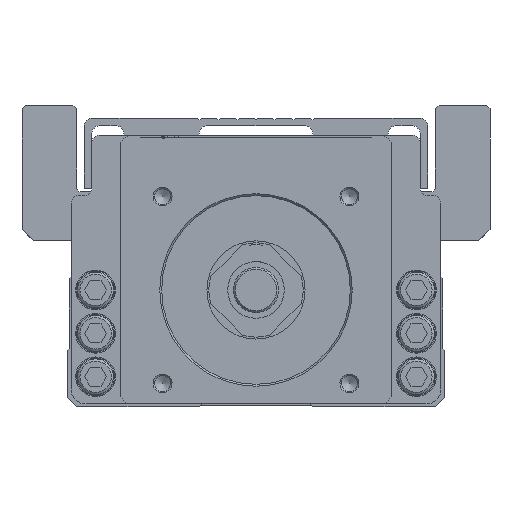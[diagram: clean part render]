
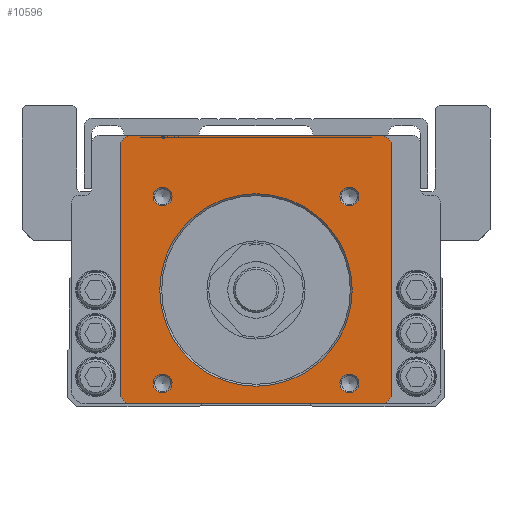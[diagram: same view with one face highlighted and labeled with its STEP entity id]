
A CAD part, front view. The second image highlights one B-rep face of the part: STEP entity #10596.
In plain terms, the highlighted planar face has unit normal (0, -1, 0).
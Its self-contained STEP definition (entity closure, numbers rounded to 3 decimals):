
#747=PLANE('',#34200);
#3980=LINE('',#49304,#7285);
#3981=LINE('',#49305,#7286);
#3982=LINE('',#49309,#7287);
#3983=LINE('',#49313,#7288);
#7285=VECTOR('',#38857,1.);
#7286=VECTOR('',#38858,1.);
#7287=VECTOR('',#38861,1.);
#7288=VECTOR('',#38864,1.);
#10596=ADVANCED_FACE('',(#12565,#12566,#12567,#12568,#12569,#12570),#747,
 .T.);
#12565=FACE_BOUND('',#14146,.T.);
#12566=FACE_BOUND('',#14147,.T.);
#12567=FACE_BOUND('',#14148,.T.);
#12568=FACE_BOUND('',#14149,.T.);
#12569=FACE_BOUND('',#14150,.T.);
#12570=FACE_BOUND('',#14151,.T.);
#14146=EDGE_LOOP('',(#18356));
#14147=EDGE_LOOP('',(#18357));
#14148=EDGE_LOOP('',(#18358));
#14149=EDGE_LOOP('',(#18359));
#14150=EDGE_LOOP('',(#18360));
#14151=EDGE_LOOP('',(#18361,#18362,#18363,#18364,#18365,#18366,#18367,#18368));
#18356=ORIENTED_EDGE('',*,*,#28395,.T.);
#18357=ORIENTED_EDGE('',*,*,#29218,.T.);
#18358=ORIENTED_EDGE('',*,*,#29221,.T.);
#18359=ORIENTED_EDGE('',*,*,#29224,.T.);
#18360=ORIENTED_EDGE('',*,*,#29227,.T.);
#18361=ORIENTED_EDGE('',*,*,#29230,.T.);
#18362=ORIENTED_EDGE('',*,*,#29128,.T.);
#18363=ORIENTED_EDGE('',*,*,#29231,.T.);
#18364=ORIENTED_EDGE('',*,*,#29232,.T.);
#18365=ORIENTED_EDGE('',*,*,#29233,.T.);
#18366=ORIENTED_EDGE('',*,*,#29234,.T.);
#18367=ORIENTED_EDGE('',*,*,#29235,.T.);
#18368=ORIENTED_EDGE('',*,*,#29124,.T.);
#25202=VERTEX_POINT('',#46891);
#25706=VERTEX_POINT('',#49001);
#25707=VERTEX_POINT('',#49003);
#25710=VERTEX_POINT('',#49010);
#25711=VERTEX_POINT('',#49012);
#25783=VERTEX_POINT('',#49264);
#25787=VERTEX_POINT('',#49274);
#25791=VERTEX_POINT('',#49284);
#25795=VERTEX_POINT('',#49294);
#25799=VERTEX_POINT('',#49306);
#25800=VERTEX_POINT('',#49308);
#25801=VERTEX_POINT('',#49310);
#25802=VERTEX_POINT('',#49312);
#28395=EDGE_CURVE('',#25202,#25202,#32537,.T.);
#29124=EDGE_CURVE('',#25707,#25706,#32638,.T.);
#29128=EDGE_CURVE('',#25711,#25710,#32640,.T.);
#29218=EDGE_CURVE('',#25783,#25783,#32668,.T.);
#29221=EDGE_CURVE('',#25787,#25787,#32671,.T.);
#29224=EDGE_CURVE('',#25791,#25791,#32674,.T.);
#29227=EDGE_CURVE('',#25795,#25795,#32677,.T.);
#29230=EDGE_CURVE('',#25706,#25711,#3980,.T.);
#29231=EDGE_CURVE('',#25710,#25799,#3981,.T.);
#29232=EDGE_CURVE('',#25799,#25800,#32680,.T.);
#29233=EDGE_CURVE('',#25800,#25801,#3982,.T.);
#29234=EDGE_CURVE('',#25801,#25802,#32681,.T.);
#29235=EDGE_CURVE('',#25802,#25707,#3983,.T.);
#32537=CIRCLE('',#33716,25.5);
#32638=CIRCLE('',#34113,3.);
#32640=CIRCLE('',#34116,3.);
#32668=CIRCLE('',#34173,2.5);
#32671=CIRCLE('',#34179,2.5);
#32674=CIRCLE('',#34185,2.5);
#32677=CIRCLE('',#34191,2.5);
#32680=CIRCLE('',#34198,3.);
#32681=CIRCLE('',#34199,3.);
#33716=AXIS2_PLACEMENT_3D('',#46890,#37236,#37237);
#34113=AXIS2_PLACEMENT_3D('',#49002,#38634,#38635);
#34116=AXIS2_PLACEMENT_3D('',#49011,#38642,#38643);
#34173=AXIS2_PLACEMENT_3D('',#49263,#38807,#38808);
#34179=AXIS2_PLACEMENT_3D('',#49273,#38819,#38820);
#34185=AXIS2_PLACEMENT_3D('',#49283,#38831,#38832);
#34191=AXIS2_PLACEMENT_3D('',#49293,#38843,#38844);
#34198=AXIS2_PLACEMENT_3D('',#49307,#38859,#38860);
#34199=AXIS2_PLACEMENT_3D('',#49311,#38862,#38863);
#34200=AXIS2_PLACEMENT_3D('',#49314,#38865,#38866);
#37236=DIRECTION('',(0.,1.,0.));
#37237=DIRECTION('',(0.,0.,-1.));
#38634=DIRECTION('',(0.,-1.,0.));
#38635=DIRECTION('',(0.,0.,-1.));
#38642=DIRECTION('',(0.,-1.,0.));
#38643=DIRECTION('',(0.,0.,-1.));
#38807=DIRECTION('',(0.,1.,0.));
#38808=DIRECTION('',(0.,0.,-1.));
#38819=DIRECTION('',(0.,1.,0.));
#38820=DIRECTION('',(0.,0.,-1.));
#38831=DIRECTION('',(0.,1.,0.));
#38832=DIRECTION('',(0.,0.,-1.));
#38843=DIRECTION('',(0.,1.,0.));
#38844=DIRECTION('',(0.,0.,-1.));
#38857=DIRECTION('',(1.,0.,0.));
#38858=DIRECTION('',(0.,0.,1.));
#38859=DIRECTION('',(0.,-1.,0.));
#38860=DIRECTION('',(0.,0.,-1.));
#38861=DIRECTION('',(-1.,0.,0.));
#38862=DIRECTION('',(0.,-1.,0.));
#38863=DIRECTION('',(0.,0.,-1.));
#38864=DIRECTION('',(0.,0.,-1.));
#38865=DIRECTION('',(0.,-1.,0.));
#38866=DIRECTION('',(0.,0.,1.));
#46890=CARTESIAN_POINT('',(0.,-299.9,-24.));
#46891=CARTESIAN_POINT('',(0.,-299.9,-49.5));
#49001=CARTESIAN_POINT('',(-33.,-299.9,-54.2));
#49002=CARTESIAN_POINT('',(-33.,-299.9,-51.2));
#49003=CARTESIAN_POINT('',(-36.,-299.9,-51.2));
#49010=CARTESIAN_POINT('',(36.,-299.9,-51.2));
#49011=CARTESIAN_POINT('',(33.,-299.9,-51.2));
#49012=CARTESIAN_POINT('',(33.,-299.9,-54.2));
#49263=CARTESIAN_POINT('',(-24.749,-299.9,-48.749));
#49264=CARTESIAN_POINT('',(-24.749,-299.9,-51.249));
#49273=CARTESIAN_POINT('',(-24.749,-299.9,0.749));
#49274=CARTESIAN_POINT('',(-24.749,-299.9,-1.751));
#49283=CARTESIAN_POINT('',(24.749,-299.9,0.749));
#49284=CARTESIAN_POINT('',(24.749,-299.9,-1.751));
#49293=CARTESIAN_POINT('',(24.749,-299.9,-48.749));
#49294=CARTESIAN_POINT('',(24.749,-299.9,-51.249));
#49304=CARTESIAN_POINT('',(-49.,-299.9,-54.2));
#49305=CARTESIAN_POINT('',(36.,-299.9,-54.5));
#49306=CARTESIAN_POINT('',(36.,-299.9,14.));
#49307=CARTESIAN_POINT('',(33.,-299.9,14.));
#49308=CARTESIAN_POINT('',(33.,-299.9,17.));
#49309=CARTESIAN_POINT('',(33.,-299.9,17.));
#49310=CARTESIAN_POINT('',(-33.,-299.9,17.));
#49311=CARTESIAN_POINT('',(-33.,-299.9,14.));
#49312=CARTESIAN_POINT('',(-36.,-299.9,14.));
#49313=CARTESIAN_POINT('',(-36.,-299.9,12.));
#49314=CARTESIAN_POINT('',(-33.,-299.9,12.));
